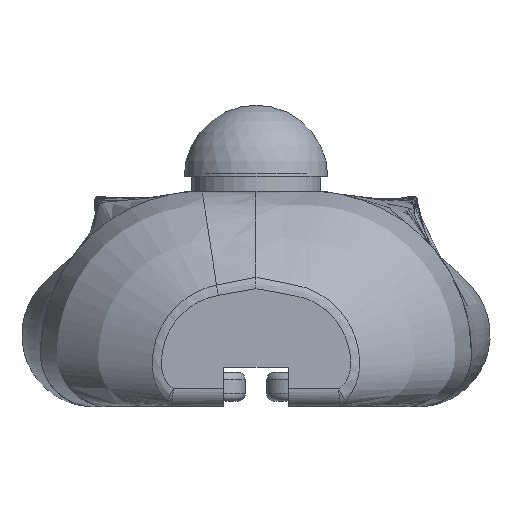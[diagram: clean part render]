
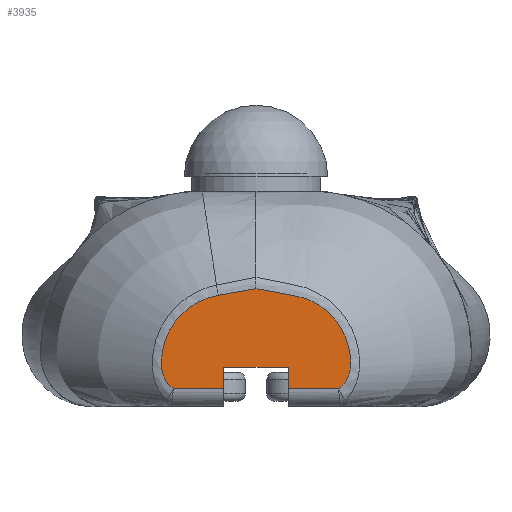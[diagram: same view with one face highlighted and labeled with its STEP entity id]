
A CAD part, front view. The second image highlights one B-rep face of the part: STEP entity #3935.
In plain terms, the highlighted planar face has unit normal (0, -1, 0).
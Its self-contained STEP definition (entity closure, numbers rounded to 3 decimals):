
#157=B_SPLINE_CURVE_WITH_KNOTS('',3,(#9029,#9030,#9031,#9032,#9033,#9034,
#9035,#9036,#9037,#9038,#9039,#9040,#9041,#9042,#9043,#9044,#9045,#9046,
#9047,#9048,#9049,#9050,#9051,#9052,#9053,#9054,#9055,#9056,#9057,#9058,
#9059,#9060,#9061,#9062,#9063,#9064,#9065),.UNSPECIFIED.,.F.,.F.,(4,1,1,
1,1,1,1,1,1,1,1,1,1,1,1,1,1,1,1,1,1,1,1,1,1,1,1,1,1,1,1,1,1,1,4),(0.,0.004,
0.007,0.011,0.015,0.018,
0.022,0.029,0.033,0.036,
0.04,0.044,0.051,0.058,
0.066,0.073,0.08,0.087,
0.095,0.102,0.109,0.117,
0.124,0.131,0.146,0.153,
0.16,0.168,0.175,0.182,
0.19,0.197,0.204,0.219,
0.233),.UNSPECIFIED.);
#158=B_SPLINE_CURVE_WITH_KNOTS('',3,(#9067,#9068,#9069,#9070),
 .UNSPECIFIED.,.F.,.F.,(4,4),(0.,0.053),
 .UNSPECIFIED.);
#159=B_SPLINE_CURVE_WITH_KNOTS('',3,(#9072,#9073,#9074,#9075,#9076,#9077,
#9078,#9079,#9080,#9081,#9082,#9083,#9084,#9085,#9086,#9087,#9088,#9089,
#9090,#9091,#9092,#9093,#9094),.UNSPECIFIED.,.F.,.F.,(4,1,1,1,1,1,1,1,1,
1,1,1,1,1,1,1,1,1,1,1,4),(0.,0.022,0.033,0.044,
0.055,0.065,0.087,0.098,
0.109,0.115,0.12,0.125,
0.131,0.136,0.142,0.147,
0.153,0.158,0.164,0.169,0.175),
 .UNSPECIFIED.);
#961=ORIENTED_EDGE('',*,*,#1580,.T.);
#962=ORIENTED_EDGE('',*,*,#1581,.T.);
#963=ORIENTED_EDGE('',*,*,#1582,.T.);
#964=ORIENTED_EDGE('',*,*,#1583,.T.);
#965=ORIENTED_EDGE('',*,*,#1584,.T.);
#966=ORIENTED_EDGE('',*,*,#1585,.T.);
#967=ORIENTED_EDGE('',*,*,#1586,.T.);
#968=ORIENTED_EDGE('',*,*,#1587,.T.);
#1580=EDGE_CURVE('',#1956,#1957,#2208,.T.);
#1581=EDGE_CURVE('',#1957,#1958,#2209,.T.);
#1582=EDGE_CURVE('',#1958,#1959,#2210,.T.);
#1583=EDGE_CURVE('',#1959,#1960,#2211,.T.);
#1584=EDGE_CURVE('',#1960,#1961,#2212,.T.);
#1585=EDGE_CURVE('',#1961,#1962,#157,.T.);
#1586=EDGE_CURVE('',#1962,#1963,#158,.T.);
#1587=EDGE_CURVE('',#1963,#1956,#159,.T.);
#1956=VERTEX_POINT('',#9019);
#1957=VERTEX_POINT('',#9020);
#1958=VERTEX_POINT('',#9022);
#1959=VERTEX_POINT('',#9024);
#1960=VERTEX_POINT('',#9026);
#1961=VERTEX_POINT('',#9028);
#1962=VERTEX_POINT('',#9066);
#1963=VERTEX_POINT('',#9071);
#2208=LINE('',#9018,#2443);
#2209=LINE('',#9021,#2444);
#2210=LINE('',#9023,#2445);
#2211=LINE('',#9025,#2446);
#2212=LINE('',#9027,#2447);
#2443=VECTOR('',#4920,1000.);
#2444=VECTOR('',#4921,1000.);
#2445=VECTOR('',#4922,1000.);
#2446=VECTOR('',#4923,1000.);
#2447=VECTOR('',#4924,1000.);
#2655=EDGE_LOOP('',(#961,#962,#963,#964,#965,#966,#967,#968));
#2865=FACE_BOUND('',#2655,.T.);
#3005=PLANE('',#4232);
#3935=ADVANCED_FACE('',(#2865),#3005,.T.);
#4232=AXIS2_PLACEMENT_3D('',#9017,#4918,#4919);
#4918=DIRECTION('',(0.,-1.,0.));
#4919=DIRECTION('',(0.,0.,-1.));
#4920=DIRECTION('',(1.,0.,0.));
#4921=DIRECTION('',(0.,0.,1.));
#4922=DIRECTION('',(1.,0.,0.));
#4923=DIRECTION('',(0.,0.,-1.));
#4924=DIRECTION('',(1.,0.,0.));
#9017=CARTESIAN_POINT('',(80.,-2100.,58.34));
#9018=CARTESIAN_POINT('',(80.,-2100.,25.));
#9019=CARTESIAN_POINT('',(-114.784,-2100.,25.));
#9020=CARTESIAN_POINT('',(-45.,-2100.,25.));
#9021=CARTESIAN_POINT('',(-45.,-2100.,58.34));
#9022=CARTESIAN_POINT('',(-45.,-2100.,55.));
#9023=CARTESIAN_POINT('',(80.,-2100.,55.));
#9024=CARTESIAN_POINT('',(45.,-2100.,55.));
#9025=CARTESIAN_POINT('',(45.,-2100.,58.34));
#9026=CARTESIAN_POINT('',(45.,-2100.,25.));
#9027=CARTESIAN_POINT('',(80.,-2100.,25.));
#9028=CARTESIAN_POINT('',(114.838,-2100.,25.));
#9029=CARTESIAN_POINT('',(114.838,-2100.,25.));
#9030=CARTESIAN_POINT('',(115.893,-2100.,25.603));
#9031=CARTESIAN_POINT('',(117.838,-2100.,27.01));
#9032=CARTESIAN_POINT('',(120.483,-2100.,29.481));
#9033=CARTESIAN_POINT('',(122.837,-2100.,32.22));
#9034=CARTESIAN_POINT('',(124.894,-2100.,35.143));
#9035=CARTESIAN_POINT('',(126.688,-2100.,38.249));
#9036=CARTESIAN_POINT('',(128.733,-2100.,42.63));
#9037=CARTESIAN_POINT('',(130.192,-2100.,47.165));
#9038=CARTESIAN_POINT('',(131.112,-2100.,51.888));
#9039=CARTESIAN_POINT('',(131.509,-2100.,55.472));
#9040=CARTESIAN_POINT('',(131.645,-2100.,59.037));
#9041=CARTESIAN_POINT('',(131.683,-2100.,63.793));
#9042=CARTESIAN_POINT('',(131.385,-2100.,69.723));
#9043=CARTESIAN_POINT('',(130.491,-2100.,76.853));
#9044=CARTESIAN_POINT('',(129.064,-2100.,83.87));
#9045=CARTESIAN_POINT('',(127.128,-2100.,90.722));
#9046=CARTESIAN_POINT('',(124.684,-2100.,97.418));
#9047=CARTESIAN_POINT('',(121.71,-2100.,103.977));
#9048=CARTESIAN_POINT('',(118.286,-2100.,110.222));
#9049=CARTESIAN_POINT('',(114.424,-2100.,116.169));
#9050=CARTESIAN_POINT('',(110.127,-2100.,121.812));
#9051=CARTESIAN_POINT('',(105.378,-2100.,127.166));
#9052=CARTESIAN_POINT('',(100.221,-2100.,132.161));
#9053=CARTESIAN_POINT('',(92.948,-2100.,138.217));
#9054=CARTESIAN_POINT('',(85.058,-2100.,143.432));
#9055=CARTESIAN_POINT('',(76.508,-2100.,147.795));
#9056=CARTESIAN_POINT('',(69.939,-2100.,150.552));
#9057=CARTESIAN_POINT('',(63.212,-2100.,152.804));
#9058=CARTESIAN_POINT('',(56.336,-2100.,154.576));
#9059=CARTESIAN_POINT('',(49.283,-2100.,155.779));
#9060=CARTESIAN_POINT('',(42.243,-2100.,157.022));
#9061=CARTESIAN_POINT('',(35.201,-2100.,158.265));
#9062=CARTESIAN_POINT('',(25.814,-2100.,159.931));
#9063=CARTESIAN_POINT('',(14.08,-2100.,162.018));
#9064=CARTESIAN_POINT('',(4.693,-2100.,163.683));
#9065=CARTESIAN_POINT('',(-0.002,-2100.,164.51));
#9066=CARTESIAN_POINT('',(-0.002,-2100.,164.51));
#9067=CARTESIAN_POINT('',(-0.002,-2100.,164.51));
#9068=CARTESIAN_POINT('',(-17.49,-2100.,161.434));
#9069=CARTESIAN_POINT('',(-34.978,-2100.,158.359));
#9070=CARTESIAN_POINT('',(-52.461,-2100.,155.249));
#9071=CARTESIAN_POINT('',(-52.461,-2100.,155.249));
#9072=CARTESIAN_POINT('',(-52.461,-2100.,155.249));
#9073=CARTESIAN_POINT('',(-59.712,-2100.,154.017));
#9074=CARTESIAN_POINT('',(-70.175,-2100.,150.983));
#9075=CARTESIAN_POINT('',(-83.413,-2100.,144.498));
#9076=CARTESIAN_POINT('',(-92.58,-2100.,138.598));
#9077=CARTESIAN_POINT('',(-101.003,-2100.,131.714));
#9078=CARTESIAN_POINT('',(-111.263,-2100.,121.119));
#9079=CARTESIAN_POINT('',(-119.403,-2100.,109.146));
#9080=CARTESIAN_POINT('',(-125.489,-2100.,95.715));
#9081=CARTESIAN_POINT('',(-128.261,-2100.,87.044));
#9082=CARTESIAN_POINT('',(-129.884,-2100.,79.93));
#9083=CARTESIAN_POINT('',(-130.797,-2100.,74.49));
#9084=CARTESIAN_POINT('',(-131.392,-2100.,69.028));
#9085=CARTESIAN_POINT('',(-131.67,-2100.,63.563));
#9086=CARTESIAN_POINT('',(-131.637,-2100.,58.095));
#9087=CARTESIAN_POINT('',(-131.273,-2100.,52.605));
#9088=CARTESIAN_POINT('',(-130.171,-2100.,47.159));
#9089=CARTESIAN_POINT('',(-128.448,-2100.,41.954));
#9090=CARTESIAN_POINT('',(-126.028,-2100.,36.932));
#9091=CARTESIAN_POINT('',(-123.017,-2100.,32.359));
#9092=CARTESIAN_POINT('',(-119.292,-2100.,28.211));
#9093=CARTESIAN_POINT('',(-116.406,-2100.,25.92));
#9094=CARTESIAN_POINT('',(-114.784,-2100.,25.));
